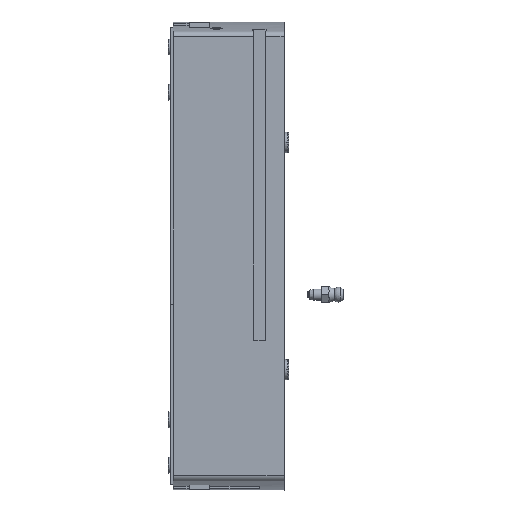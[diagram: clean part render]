
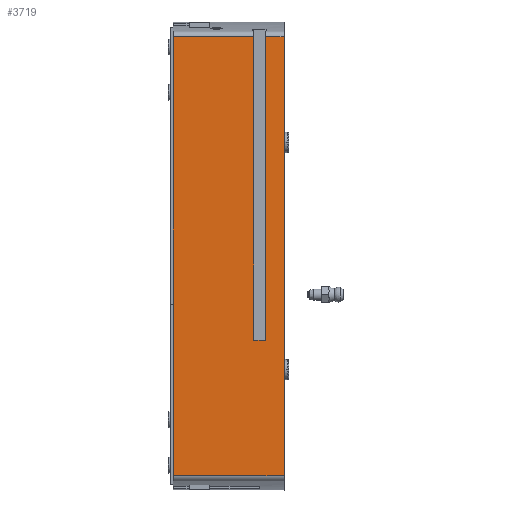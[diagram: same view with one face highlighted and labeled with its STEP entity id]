
A CAD part, left-side view. The second image highlights one B-rep face of the part: STEP entity #3719.
In plain terms, the highlighted planar face has unit normal (-1, 0, 0).
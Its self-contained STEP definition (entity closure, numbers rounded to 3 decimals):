
#775=ORIENTED_EDGE('',*,*,#1701,.F.);
#776=ORIENTED_EDGE('',*,*,#1709,.T.);
#777=ORIENTED_EDGE('',*,*,#1710,.F.);
#778=ORIENTED_EDGE('',*,*,#1711,.T.);
#779=ORIENTED_EDGE('',*,*,#1712,.F.);
#780=ORIENTED_EDGE('',*,*,#1707,.F.);
#781=ORIENTED_EDGE('',*,*,#1713,.T.);
#782=ORIENTED_EDGE('',*,*,#1714,.T.);
#1701=EDGE_CURVE('',#2165,#2166,#2478,.T.);
#1707=EDGE_CURVE('',#2167,#2168,#2481,.T.);
#1709=EDGE_CURVE('',#2165,#2169,#2482,.T.);
#1710=EDGE_CURVE('',#2170,#2169,#2483,.T.);
#1711=EDGE_CURVE('',#2170,#2171,#2484,.T.);
#1712=EDGE_CURVE('',#2168,#2171,#2485,.T.);
#1713=EDGE_CURVE('',#2167,#2172,#2486,.T.);
#1714=EDGE_CURVE('',#2172,#2166,#2487,.T.);
#2165=VERTEX_POINT('',#6183);
#2166=VERTEX_POINT('',#6185);
#2167=VERTEX_POINT('',#6193);
#2168=VERTEX_POINT('',#6195);
#2169=VERTEX_POINT('',#6199);
#2170=VERTEX_POINT('',#6201);
#2171=VERTEX_POINT('',#6203);
#2172=VERTEX_POINT('',#6206);
#2478=LINE('',#6184,#2685);
#2481=LINE('',#6194,#2688);
#2482=LINE('',#6198,#2689);
#2483=LINE('',#6200,#2690);
#2484=LINE('',#6202,#2691);
#2485=LINE('',#6204,#2692);
#2486=LINE('',#6205,#2693);
#2487=LINE('',#6207,#2694);
#2685=VECTOR('',#4759,1000.);
#2688=VECTOR('',#4772,1000.);
#2689=VECTOR('',#4777,1000.);
#2690=VECTOR('',#4778,1000.);
#2691=VECTOR('',#4779,1000.);
#2692=VECTOR('',#4780,1000.);
#2693=VECTOR('',#4781,1000.);
#2694=VECTOR('',#4782,1000.);
#2846=EDGE_LOOP('',(#775,#776,#777,#778,#779,#780,#781,#782));
#3225=FACE_BOUND('',#2846,.T.);
#3585=PLANE('',#4108);
#3719=ADVANCED_FACE('',(#3225),#3585,.F.);
#4108=AXIS2_PLACEMENT_3D('',#6197,#4775,#4776);
#4759=DIRECTION('',(0.,-1.,0.));
#4772=DIRECTION('',(0.,0.,1.));
#4775=DIRECTION('',(1.,0.,0.));
#4776=DIRECTION('',(0.,0.,-1.));
#4777=DIRECTION('',(0.,0.,-1.));
#4778=DIRECTION('',(0.,-1.,0.));
#4779=DIRECTION('',(0.,0.,1.));
#4780=DIRECTION('',(0.,-1.,0.));
#4781=DIRECTION('',(0.,-1.,0.));
#4782=DIRECTION('',(0.,0.,1.));
#6183=CARTESIAN_POINT('',(-40.,8.2,96.574));
#6184=CARTESIAN_POINT('',(-40.,48.8,96.574));
#6185=CARTESIAN_POINT('',(-40.,0.,96.574));
#6193=CARTESIAN_POINT('',(-40.,48.8,-96.574));
#6194=CARTESIAN_POINT('',(-40.,48.8,-104.));
#6195=CARTESIAN_POINT('',(-40.,48.8,96.574));
#6197=CARTESIAN_POINT('',(-40.,48.8,-104.));
#6198=CARTESIAN_POINT('',(-40.,8.2,-104.));
#6199=CARTESIAN_POINT('',(-40.,8.2,-37.));
#6200=CARTESIAN_POINT('',(-40.,48.8,-37.));
#6201=CARTESIAN_POINT('',(-40.,13.4,-37.));
#6202=CARTESIAN_POINT('',(-40.,13.4,-104.));
#6203=CARTESIAN_POINT('',(-40.,13.4,96.574));
#6204=CARTESIAN_POINT('',(-40.,48.8,96.574));
#6205=CARTESIAN_POINT('',(-40.,48.8,-96.574));
#6206=CARTESIAN_POINT('',(-40.,0.,-96.574));
#6207=CARTESIAN_POINT('',(-40.,0.,-104.));
